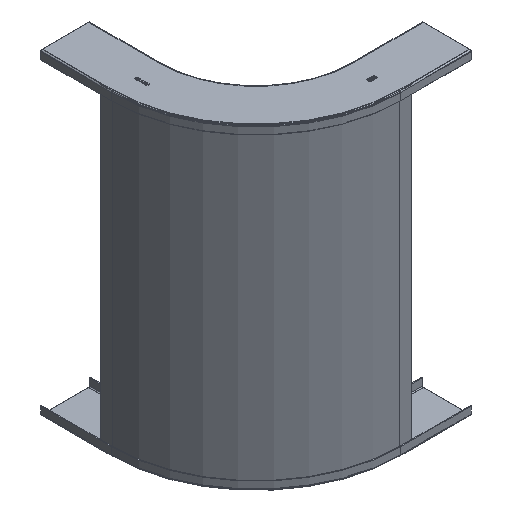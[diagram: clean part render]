
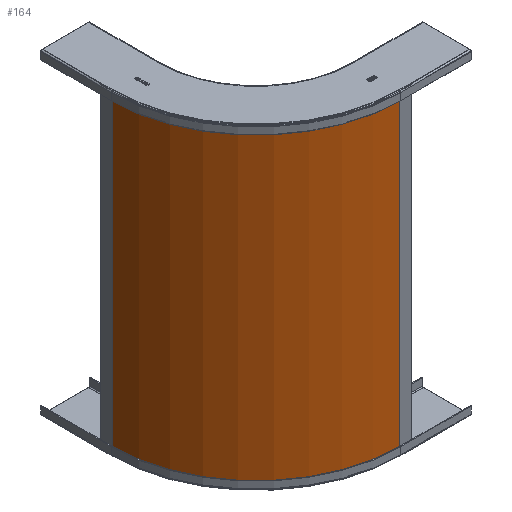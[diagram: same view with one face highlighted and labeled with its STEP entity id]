
A CAD part, isometric view. The second image highlights one B-rep face of the part: STEP entity #164.
In plain terms, the highlighted cylindrical face has radius 182.75 mm (diameter 365.5 mm), a partial arc.
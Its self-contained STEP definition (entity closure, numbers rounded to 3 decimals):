
#1=DIRECTION('',(0.,0.,-1.));
#2=VECTOR('',#1,401.);
#3=CARTESIAN_POINT('',(-197.75,182.75,401.));
#4=LINE('',#3,#2);
#5=DIRECTION('',(0.,0.,1.));
#6=VECTOR('',#5,401.);
#7=CARTESIAN_POINT('',(-15.,0.,0.));
#8=LINE('',#7,#6);
#22=CARTESIAN_POINT('',(-15.,182.75,0.));
#23=DIRECTION('',(0.,0.,-1.));
#24=DIRECTION('',(0.,-1.,0.));
#25=AXIS2_PLACEMENT_3D('',#22,#23,#24);
#80=CARTESIAN_POINT('',(-15.,182.75,401.));
#81=DIRECTION('',(0.,0.,1.));
#82=DIRECTION('',(-1.,0.,0.));
#83=AXIS2_PLACEMENT_3D('',#80,#81,#82);
#121=CARTESIAN_POINT('',(-197.75,182.75,401.));
#122=VERTEX_POINT('',#121);
#123=CARTESIAN_POINT('',(-15.,0.,401.));
#124=VERTEX_POINT('',#123);
#130=CARTESIAN_POINT('',(-15.,0.,0.));
#132=VERTEX_POINT('',#130);
#133=CARTESIAN_POINT('',(-197.75,182.75,0.));
#134=VERTEX_POINT('',#133);
#149=CARTESIAN_POINT('',(-15.,182.75,401.));
#150=DIRECTION('',(0.,0.,-1.));
#151=DIRECTION('',(-1.,0.,0.));
#152=AXIS2_PLACEMENT_3D('',#149,#150,#151);
#153=CYLINDRICAL_SURFACE('',#152,182.75);
#155=ORIENTED_EDGE('',*,*,#154,.T.);
#157=ORIENTED_EDGE('',*,*,#156,.F.);
#159=ORIENTED_EDGE('',*,*,#158,.T.);
#161=ORIENTED_EDGE('',*,*,#160,.F.);
#162=EDGE_LOOP('',(#155,#157,#159,#161));
#163=FACE_OUTER_BOUND('',#162,.F.);
#164=ADVANCED_FACE('',(#163),#153,.T.);
#26=CIRCLE('',#25,182.75);
#84=CIRCLE('',#83,182.75);
#154=EDGE_CURVE('',#132,#134,#26,.T.);
#156=EDGE_CURVE('',#122,#134,#4,.T.);
#158=EDGE_CURVE('',#122,#124,#84,.T.);
#160=EDGE_CURVE('',#132,#124,#8,.T.);
